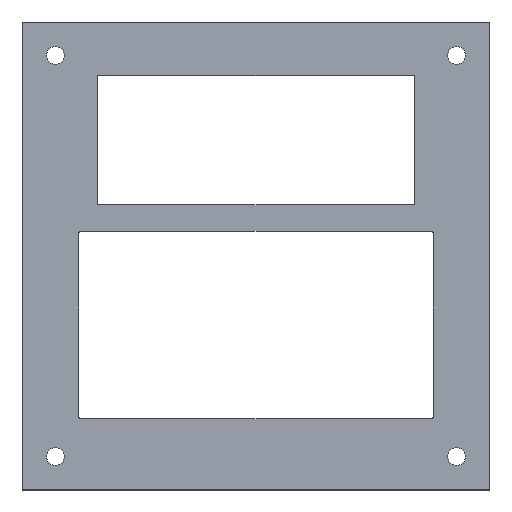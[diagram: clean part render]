
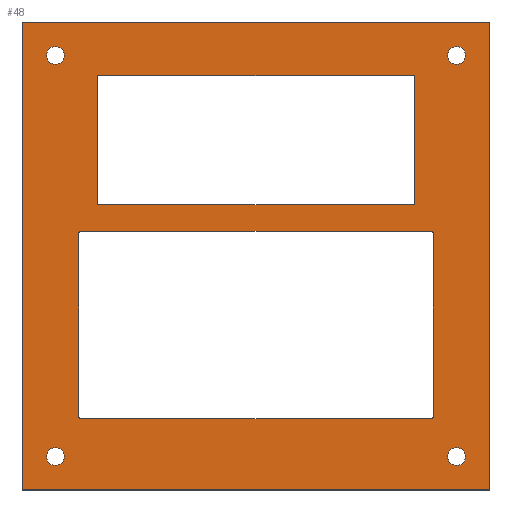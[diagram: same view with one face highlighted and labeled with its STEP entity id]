
A CAD part, top view. The second image highlights one B-rep face of the part: STEP entity #48.
In plain terms, the highlighted planar face has unit normal (0, 0, 1).
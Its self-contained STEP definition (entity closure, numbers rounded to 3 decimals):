
#48=ADVANCED_FACE('',(#70,#72,#74,#76,#78,#80,#82),#84,.T.);
#70=FACE_BOUND('',#71,.T.);
#71=EDGE_LOOP('',(#256,#257,#258,#259));
#72=FACE_BOUND('',#73,.T.);
#73=EDGE_LOOP('',(#260,#261,#262,#263,#264,#265,#266,#267));
#74=FACE_BOUND('',#75,.T.);
#75=EDGE_LOOP('',(#268,#269,#270,#271));
#76=FACE_BOUND('',#77,.T.);
#77=EDGE_LOOP('',(#272));
#78=FACE_BOUND('',#79,.T.);
#79=EDGE_LOOP('',(#273));
#80=FACE_BOUND('',#81,.T.);
#81=EDGE_LOOP('',(#274));
#82=FACE_BOUND('',#83,.T.);
#83=EDGE_LOOP('',(#275));
#84=PLANE('',#85);
#85=AXIS2_PLACEMENT_3D('',#86,#87,#88);
#86=CARTESIAN_POINT('',(0.,0.,3.));
#87=DIRECTION('',(0.,0.,1.));
#88=DIRECTION('',(-1.,0.,0.));
#256=ORIENTED_EDGE('',*,*,#368,.T.);
#257=ORIENTED_EDGE('',*,*,#369,.T.);
#258=ORIENTED_EDGE('',*,*,#370,.T.);
#259=ORIENTED_EDGE('',*,*,#371,.T.);
#260=ORIENTED_EDGE('',*,*,#372,.F.);
#261=ORIENTED_EDGE('',*,*,#373,.T.);
#262=ORIENTED_EDGE('',*,*,#374,.F.);
#263=ORIENTED_EDGE('',*,*,#375,.T.);
#264=ORIENTED_EDGE('',*,*,#376,.F.);
#265=ORIENTED_EDGE('',*,*,#377,.T.);
#266=ORIENTED_EDGE('',*,*,#378,.F.);
#267=ORIENTED_EDGE('',*,*,#379,.T.);
#268=ORIENTED_EDGE('',*,*,#380,.T.);
#269=ORIENTED_EDGE('',*,*,#381,.T.);
#270=ORIENTED_EDGE('',*,*,#382,.T.);
#271=ORIENTED_EDGE('',*,*,#383,.T.);
#272=ORIENTED_EDGE('',*,*,#384,.T.);
#273=ORIENTED_EDGE('',*,*,#385,.T.);
#274=ORIENTED_EDGE('',*,*,#386,.T.);
#275=ORIENTED_EDGE('',*,*,#387,.T.);
#368=EDGE_CURVE('',#424,#425,#426,.T.);
#369=EDGE_CURVE('',#425,#427,#428,.T.);
#370=EDGE_CURVE('',#427,#429,#430,.T.);
#371=EDGE_CURVE('',#429,#424,#431,.T.);
#372=EDGE_CURVE('',#432,#433,#434,.F.);
#373=EDGE_CURVE('',#432,#435,#436,.F.);
#374=EDGE_CURVE('',#437,#435,#438,.F.);
#375=EDGE_CURVE('',#437,#439,#440,.F.);
#376=EDGE_CURVE('',#441,#439,#442,.F.);
#377=EDGE_CURVE('',#441,#443,#444,.F.);
#378=EDGE_CURVE('',#445,#443,#446,.F.);
#379=EDGE_CURVE('',#445,#433,#447,.F.);
#380=EDGE_CURVE('',#448,#449,#450,.F.);
#381=EDGE_CURVE('',#449,#451,#452,.F.);
#382=EDGE_CURVE('',#451,#453,#454,.F.);
#383=EDGE_CURVE('',#453,#448,#455,.F.);
#384=EDGE_CURVE('',#456,#456,#457,.F.);
#385=EDGE_CURVE('',#458,#458,#459,.F.);
#386=EDGE_CURVE('',#460,#460,#461,.F.);
#387=EDGE_CURVE('',#462,#462,#463,.F.);
#424=VERTEX_POINT('',#520);
#425=VERTEX_POINT('',#521);
#426=LINE('',#522,#523);
#427=VERTEX_POINT('',#525);
#428=LINE('',#526,#527);
#429=VERTEX_POINT('',#529);
#430=LINE('',#530,#531);
#431=LINE('',#533,#534);
#432=VERTEX_POINT('',#536);
#433=VERTEX_POINT('',#537);
#434=CIRCLE('',#538,0.5);
#435=VERTEX_POINT('',#542);
#436=LINE('',#543,#544);
#437=VERTEX_POINT('',#546);
#438=CIRCLE('',#547,0.5);
#439=VERTEX_POINT('',#551);
#440=LINE('',#552,#553);
#441=VERTEX_POINT('',#555);
#442=CIRCLE('',#556,0.5);
#443=VERTEX_POINT('',#560);
#444=LINE('',#561,#562);
#445=VERTEX_POINT('',#564);
#446=CIRCLE('',#565,0.5);
#447=LINE('',#569,#570);
#448=VERTEX_POINT('',#572);
#449=VERTEX_POINT('',#573);
#450=LINE('',#574,#575);
#451=VERTEX_POINT('',#577);
#452=LINE('',#578,#579);
#453=VERTEX_POINT('',#581);
#454=LINE('',#582,#583);
#455=LINE('',#585,#586);
#456=VERTEX_POINT('',#588);
#457=CIRCLE('',#589,2.);
#458=VERTEX_POINT('',#593);
#459=CIRCLE('',#594,2.);
#460=VERTEX_POINT('',#598);
#461=CIRCLE('',#599,2.);
#462=VERTEX_POINT('',#603);
#463=CIRCLE('',#604,2.);
#520=CARTESIAN_POINT('',(-52.5,52.5,3.));
#521=CARTESIAN_POINT('',(-52.5,-52.5,3.));
#522=CARTESIAN_POINT('',(-52.5,52.5,3.));
#523=VECTOR('',#524,1.);
#524=DIRECTION('',(0.,-1.,0.));
#525=CARTESIAN_POINT('',(52.5,-52.5,3.));
#526=CARTESIAN_POINT('',(-52.5,-52.5,3.));
#527=VECTOR('',#528,1.);
#528=DIRECTION('',(1.,0.,0.));
#529=CARTESIAN_POINT('',(52.5,52.5,3.));
#530=CARTESIAN_POINT('',(52.5,-52.5,3.));
#531=VECTOR('',#532,1.);
#532=DIRECTION('',(0.,1.,0.));
#533=CARTESIAN_POINT('',(52.5,52.5,3.));
#534=VECTOR('',#535,1.);
#535=DIRECTION('',(-1.,0.,0.));
#536=CARTESIAN_POINT('',(-39.8,-36.,3.));
#537=CARTESIAN_POINT('',(-39.3,-36.5,3.));
#538=AXIS2_PLACEMENT_3D('',#539,#540,#541);
#539=CARTESIAN_POINT('',(-39.3,-36.,3.));
#540=DIRECTION('',(0.,0.,-1.));
#541=DIRECTION('',(0.,-1.,0.));
#542=CARTESIAN_POINT('',(-39.8,5.,3.));
#543=CARTESIAN_POINT('',(-39.8,5.,3.));
#544=VECTOR('',#545,1.);
#545=DIRECTION('',(0.,-1.,0.));
#546=CARTESIAN_POINT('',(-39.3,5.5,3.));
#547=AXIS2_PLACEMENT_3D('',#548,#549,#550);
#548=CARTESIAN_POINT('',(-39.3,5.,3.));
#549=DIRECTION('',(0.,0.,-1.));
#550=DIRECTION('',(-1.,0.,0.));
#551=CARTESIAN_POINT('',(39.3,5.5,3.));
#552=CARTESIAN_POINT('',(39.3,5.5,3.));
#553=VECTOR('',#554,1.);
#554=DIRECTION('',(-1.,0.,0.));
#555=CARTESIAN_POINT('',(39.8,5.,3.));
#556=AXIS2_PLACEMENT_3D('',#557,#558,#559);
#557=CARTESIAN_POINT('',(39.3,5.,3.));
#558=DIRECTION('',(0.,0.,-1.));
#559=DIRECTION('',(0.,1.,0.));
#560=CARTESIAN_POINT('',(39.8,-36.,3.));
#561=CARTESIAN_POINT('',(39.8,-36.,3.));
#562=VECTOR('',#563,1.);
#563=DIRECTION('',(0.,1.,0.));
#564=CARTESIAN_POINT('',(39.3,-36.5,3.));
#565=AXIS2_PLACEMENT_3D('',#566,#567,#568);
#566=CARTESIAN_POINT('',(39.3,-36.,3.));
#567=DIRECTION('',(0.,0.,-1.));
#568=DIRECTION('',(1.,0.,0.));
#569=CARTESIAN_POINT('',(-39.3,-36.5,3.));
#570=VECTOR('',#571,1.);
#571=DIRECTION('',(1.,0.,0.));
#572=CARTESIAN_POINT('',(-35.5,11.5,3.));
#573=CARTESIAN_POINT('',(-35.5,40.5,3.));
#574=CARTESIAN_POINT('',(-35.5,40.5,3.));
#575=VECTOR('',#576,1.);
#576=DIRECTION('',(0.,-1.,0.));
#577=CARTESIAN_POINT('',(35.5,40.5,3.));
#578=CARTESIAN_POINT('',(35.5,40.5,3.));
#579=VECTOR('',#580,1.);
#580=DIRECTION('',(-1.,0.,0.));
#581=CARTESIAN_POINT('',(35.5,11.5,3.));
#582=CARTESIAN_POINT('',(35.5,11.5,3.));
#583=VECTOR('',#584,1.);
#584=DIRECTION('',(0.,1.,0.));
#585=CARTESIAN_POINT('',(-35.5,11.5,3.));
#586=VECTOR('',#587,1.);
#587=DIRECTION('',(1.,0.,0.));
#588=CARTESIAN_POINT('',(-47.,-45.,3.));
#589=AXIS2_PLACEMENT_3D('',#590,#591,#592);
#590=CARTESIAN_POINT('',(-45.,-45.,3.));
#591=DIRECTION('',(0.,0.,1.));
#592=DIRECTION('',(-1.,0.,0.));
#593=CARTESIAN_POINT('',(43.,-45.,3.));
#594=AXIS2_PLACEMENT_3D('',#595,#596,#597);
#595=CARTESIAN_POINT('',(45.,-45.,3.));
#596=DIRECTION('',(0.,0.,1.));
#597=DIRECTION('',(-1.,0.,0.));
#598=CARTESIAN_POINT('',(-47.,45.,3.));
#599=AXIS2_PLACEMENT_3D('',#600,#601,#602);
#600=CARTESIAN_POINT('',(-45.,45.,3.));
#601=DIRECTION('',(0.,0.,1.));
#602=DIRECTION('',(-1.,0.,0.));
#603=CARTESIAN_POINT('',(43.,45.,3.));
#604=AXIS2_PLACEMENT_3D('',#605,#606,#607);
#605=CARTESIAN_POINT('',(45.,45.,3.));
#606=DIRECTION('',(0.,0.,1.));
#607=DIRECTION('',(-1.,0.,0.));
